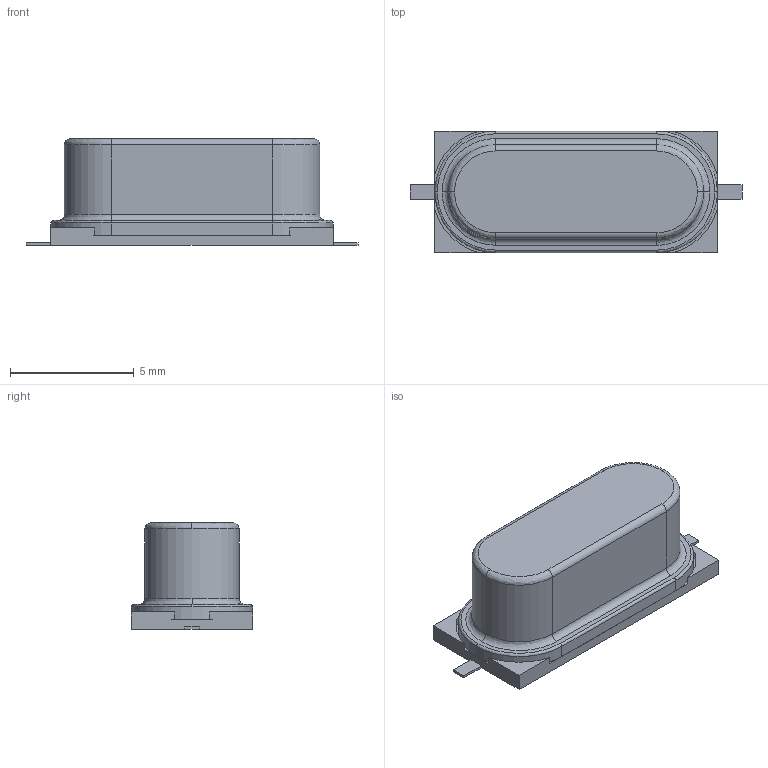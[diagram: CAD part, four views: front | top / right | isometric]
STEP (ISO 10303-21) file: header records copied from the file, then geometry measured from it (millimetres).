
FILE_DESCRIPTION (( 'STEP AP214' ), '1' );
FILE_NAME ('LFXTAL050985Bulk v1.step', '2024-05-27T04:35:15', ( '' ), ( '' ), 'SwSTEP 2.0', 'SolidWorks 2020', '' );
FILE_SCHEMA (( 'AUTOMOTIVE_DESIGN' ));
Length unit declared in the file: centimetre
Products named in the file (1): LFXTAL050985Bulk v1
Bounding box: 13.4 x 4.9 x 4.3 mm (x, y, z)
Volume: 172.9 mm3; surface area: 340.2 mm2
Topology: 4 solids, 4 shells, 65 faces, 153 edges, 97 vertices
Faces by surface type: plane 37, cylinder 16, bspline 12
Entity records: 2120 total; most frequent: CARTESIAN_POINT 596, ORIENTED_EDGE 306, DIRECTION 290, EDGE_CURVE 153, LINE 100, VECTOR 100, VERTEX_POINT 97, AXIS2_PLACEMENT_3D 95
